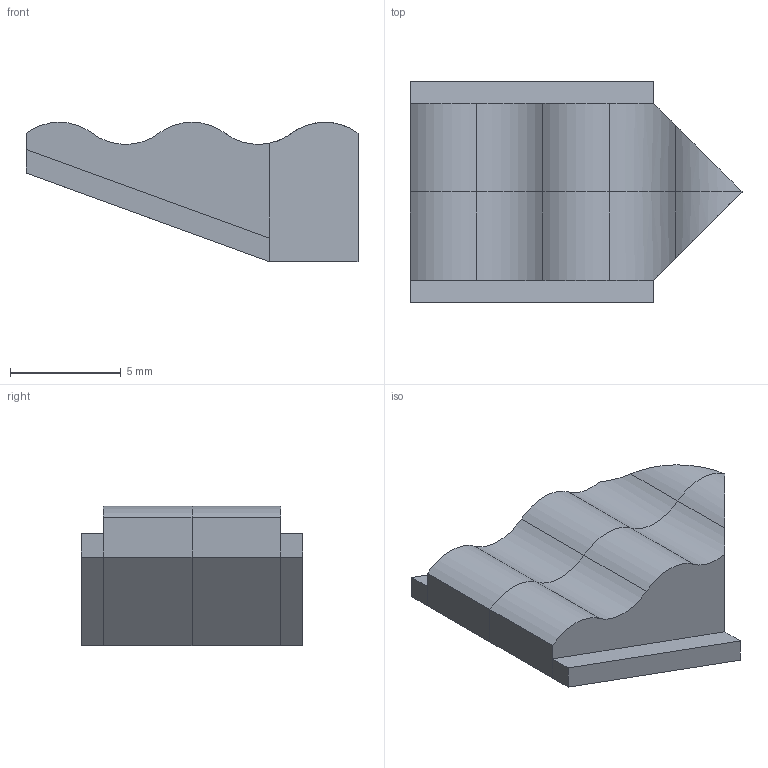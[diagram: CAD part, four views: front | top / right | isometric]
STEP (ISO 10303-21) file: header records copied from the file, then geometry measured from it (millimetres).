
FILE_DESCRIPTION(('FreeCAD Model'),'2;1');
FILE_NAME('Button.step','2015-03-27T23:06:30',('FreeCAD'),('FreeCAD' ),'Open CASCADE STEP processor 6.7','FreeCAD','Unknown');
FILE_SCHEMA(('AUTOMOTIVE_DESIGN_CC2 { 1 2 10303 214 -1 1 5 4 }'));
Length unit declared in the file: millimetre
Products named in the file (1): Button
Bounding box: 15 x 10 x 6.3 mm (x, y, z)
Volume: 454.1 mm3; surface area: 438.6 mm2
Topology: 1 solids, 1 shells, 34 faces, 77 edges, 45 vertices
Faces by surface type: plane 24, cylinder 10
Entity records: 1912 total; most frequent: CARTESIAN_POINT 454, DIRECTION 234, ORIENTED_EDGE 154, PCURVE 154, DEFINITIONAL_REPRESENTATION 154, LINE 129, VECTOR 129, EDGE_CURVE 77
